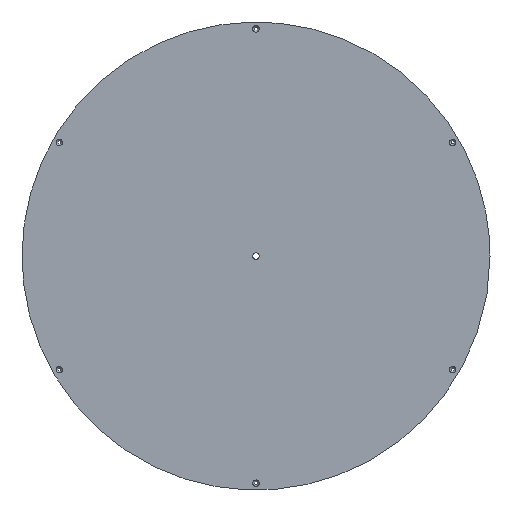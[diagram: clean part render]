
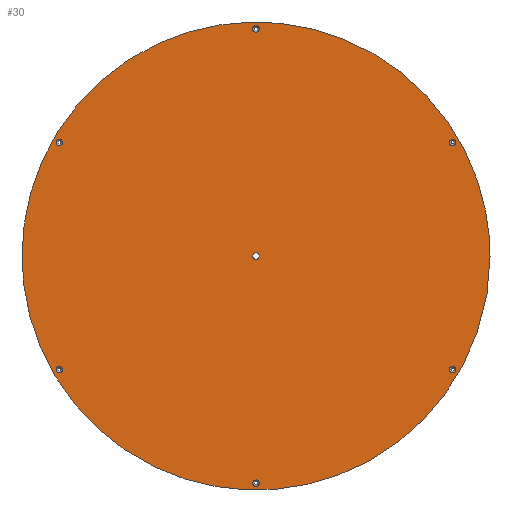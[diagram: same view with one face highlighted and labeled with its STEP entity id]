
A CAD part, front view. The second image highlights one B-rep face of the part: STEP entity #30.
In plain terms, the highlighted planar face has unit normal (0, -1, 0).
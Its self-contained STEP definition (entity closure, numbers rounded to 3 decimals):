
#14=FACE_BOUND('',#51,.T.);
#15=FACE_BOUND('',#52,.T.);
#16=FACE_BOUND('',#53,.T.);
#17=FACE_BOUND('',#54,.T.);
#18=FACE_BOUND('',#55,.T.);
#19=FACE_BOUND('',#56,.T.);
#20=FACE_BOUND('',#57,.T.);
#30=ADVANCED_FACE('',(#40,#14,#15,#16,#17,#18,#19,#20),#190,.T.);
#40=FACE_OUTER_BOUND('',#50,.T.);
#50=EDGE_LOOP('',(#80));
#51=EDGE_LOOP('',(#81));
#52=EDGE_LOOP('',(#82));
#53=EDGE_LOOP('',(#83));
#54=EDGE_LOOP('',(#84));
#55=EDGE_LOOP('',(#85));
#56=EDGE_LOOP('',(#86));
#57=EDGE_LOOP('',(#87));
#80=ORIENTED_EDGE('',*,*,#120,.F.);
#81=ORIENTED_EDGE('',*,*,#123,.F.);
#82=ORIENTED_EDGE('',*,*,#128,.F.);
#83=ORIENTED_EDGE('',*,*,#131,.F.);
#84=ORIENTED_EDGE('',*,*,#143,.F.);
#85=ORIENTED_EDGE('',*,*,#137,.F.);
#86=ORIENTED_EDGE('',*,*,#134,.F.);
#87=ORIENTED_EDGE('',*,*,#140,.F.);
#120=EDGE_CURVE('',#168,#168,#150,.T.);
#123=EDGE_CURVE('',#170,#170,#153,.T.);
#128=EDGE_CURVE('',#179,#179,#157,.T.);
#131=EDGE_CURVE('',#178,#178,#159,.T.);
#134=EDGE_CURVE('',#183,#183,#161,.T.);
#137=EDGE_CURVE('',#182,#182,#163,.T.);
#140=EDGE_CURVE('',#180,#180,#165,.T.);
#143=EDGE_CURVE('',#181,#181,#167,.T.);
#150=(
BOUNDED_CURVE()
B_SPLINE_CURVE(2,(#424,#425,#426,#427,#428,#429,#430,#431,#432),
 .UNSPECIFIED.,.T.,.F.)
B_SPLINE_CURVE_WITH_KNOTS((3,2,2,2,3),(-1822.124,-1366.593,
-911.062,-455.531,0.),.UNSPECIFIED.)
CURVE()
GEOMETRIC_REPRESENTATION_ITEM()
RATIONAL_B_SPLINE_CURVE((1.,0.707,1.,0.707,1.,0.707,
1.,0.707,1.))
REPRESENTATION_ITEM('')
);
#153=(
BOUNDED_CURVE()
B_SPLINE_CURVE(2,(#444,#445,#446,#447,#448,#449,#450,#451,#452),
 .UNSPECIFIED.,.T.,.F.)
B_SPLINE_CURVE_WITH_KNOTS((3,2,2,2,3),(0.,6.283,12.566,
18.85,25.133),.UNSPECIFIED.)
CURVE()
GEOMETRIC_REPRESENTATION_ITEM()
RATIONAL_B_SPLINE_CURVE((1.,0.707,1.,0.707,1.,0.707,
1.,0.707,1.))
REPRESENTATION_ITEM('')
);
#157=(
BOUNDED_CURVE()
B_SPLINE_CURVE(2,(#475,#476,#477,#478,#479,#480,#481,#482,#483),
 .UNSPECIFIED.,.T.,.F.)
B_SPLINE_CURVE_WITH_KNOTS((3,2,2,2,3),(0.,6.283,12.566,
18.849,25.132),.UNSPECIFIED.)
CURVE()
GEOMETRIC_REPRESENTATION_ITEM()
RATIONAL_B_SPLINE_CURVE((1.,0.707,1.,0.707,1.,0.707,
1.,0.707,1.))
REPRESENTATION_ITEM('')
);
#159=(
BOUNDED_CURVE()
B_SPLINE_CURVE(2,(#495,#496,#497,#498,#499,#500,#501,#502,#503),
 .UNSPECIFIED.,.T.,.F.)
B_SPLINE_CURVE_WITH_KNOTS((3,2,2,2,3),(0.,6.283,12.566,
18.849,25.132),.UNSPECIFIED.)
CURVE()
GEOMETRIC_REPRESENTATION_ITEM()
RATIONAL_B_SPLINE_CURVE((1.,0.707,1.,0.707,1.,0.707,
1.,0.707,1.))
REPRESENTATION_ITEM('')
);
#161=(
BOUNDED_CURVE()
B_SPLINE_CURVE(2,(#515,#516,#517,#518,#519,#520,#521,#522,#523),
 .UNSPECIFIED.,.T.,.F.)
B_SPLINE_CURVE_WITH_KNOTS((3,2,2,2,3),(0.,6.283,12.566,
18.849,25.132),.UNSPECIFIED.)
CURVE()
GEOMETRIC_REPRESENTATION_ITEM()
RATIONAL_B_SPLINE_CURVE((1.,0.707,1.,0.707,1.,0.707,
1.,0.707,1.))
REPRESENTATION_ITEM('')
);
#163=(
BOUNDED_CURVE()
B_SPLINE_CURVE(2,(#535,#536,#537,#538,#539,#540,#541,#542,#543),
 .UNSPECIFIED.,.T.,.F.)
B_SPLINE_CURVE_WITH_KNOTS((3,2,2,2,3),(0.,6.283,12.566,
18.849,25.132),.UNSPECIFIED.)
CURVE()
GEOMETRIC_REPRESENTATION_ITEM()
RATIONAL_B_SPLINE_CURVE((1.,0.707,1.,0.707,1.,0.707,
1.,0.707,1.))
REPRESENTATION_ITEM('')
);
#165=(
BOUNDED_CURVE()
B_SPLINE_CURVE(2,(#555,#556,#557,#558,#559,#560,#561,#562,#563),
 .UNSPECIFIED.,.T.,.F.)
B_SPLINE_CURVE_WITH_KNOTS((3,2,2,2,3),(0.,6.283,12.566,
18.849,25.132),.UNSPECIFIED.)
CURVE()
GEOMETRIC_REPRESENTATION_ITEM()
RATIONAL_B_SPLINE_CURVE((1.,0.707,1.,0.707,1.,0.707,
1.,0.707,1.))
REPRESENTATION_ITEM('')
);
#167=(
BOUNDED_CURVE()
B_SPLINE_CURVE(2,(#575,#576,#577,#578,#579,#580,#581,#582,#583),
 .UNSPECIFIED.,.T.,.F.)
B_SPLINE_CURVE_WITH_KNOTS((3,2,2,2,3),(0.,6.283,12.566,
18.849,25.132),.UNSPECIFIED.)
CURVE()
GEOMETRIC_REPRESENTATION_ITEM()
RATIONAL_B_SPLINE_CURVE((1.,0.707,1.,0.707,1.,0.707,
1.,0.707,1.))
REPRESENTATION_ITEM('')
);
#168=VERTEX_POINT('',#408);
#170=VERTEX_POINT('',#410);
#178=VERTEX_POINT('',#418);
#179=VERTEX_POINT('',#419);
#180=VERTEX_POINT('',#420);
#181=VERTEX_POINT('',#421);
#182=VERTEX_POINT('',#422);
#183=VERTEX_POINT('',#423);
#190=PLANE('',#284);
#284=AXIS2_PLACEMENT_3D('',#298,#291,$);
#291=DIRECTION('',(0.,-1.,0.));
#298=CARTESIAN_POINT('',(362.5,156.101,29.5));
#408=CARTESIAN_POINT('',(290.,156.101,392.));
#410=CARTESIAN_POINT('',(4.,156.101,392.));
#418=CARTESIAN_POINT('',(4.,156.101,673.5));
#419=CARTESIAN_POINT('',(245.786,156.101,529.286));
#420=CARTESIAN_POINT('',(-4.,156.101,110.5));
#421=CARTESIAN_POINT('',(241.786,156.101,247.786));
#422=CARTESIAN_POINT('',(-245.786,156.101,254.714));
#423=CARTESIAN_POINT('',(-241.786,156.101,536.214));
#424=CARTESIAN_POINT('',(290.,156.101,392.));
#425=CARTESIAN_POINT('',(290.,156.101,102.));
#426=CARTESIAN_POINT('',(0.,156.101,102.));
#427=CARTESIAN_POINT('',(-290.,156.101,102.));
#428=CARTESIAN_POINT('',(-290.,156.101,392.));
#429=CARTESIAN_POINT('',(-290.,156.101,682.));
#430=CARTESIAN_POINT('',(0.,156.101,682.));
#431=CARTESIAN_POINT('',(290.,156.101,682.));
#432=CARTESIAN_POINT('',(290.,156.101,392.));
#444=CARTESIAN_POINT('',(4.,156.101,392.));
#445=CARTESIAN_POINT('',(4.,156.101,396.));
#446=CARTESIAN_POINT('',(0.,156.101,396.));
#447=CARTESIAN_POINT('',(-4.,156.101,396.));
#448=CARTESIAN_POINT('',(-4.,156.101,392.));
#449=CARTESIAN_POINT('',(-4.,156.101,388.));
#450=CARTESIAN_POINT('',(0.,156.101,388.));
#451=CARTESIAN_POINT('',(4.,156.101,388.));
#452=CARTESIAN_POINT('',(4.,156.101,392.));
#475=CARTESIAN_POINT('',(245.786,156.101,529.286));
#476=CARTESIAN_POINT('',(249.25,156.101,531.286));
#477=CARTESIAN_POINT('',(247.25,156.101,534.75));
#478=CARTESIAN_POINT('',(245.25,156.101,538.214));
#479=CARTESIAN_POINT('',(241.786,156.101,536.214));
#480=CARTESIAN_POINT('',(238.322,156.101,534.214));
#481=CARTESIAN_POINT('',(240.322,156.101,530.75));
#482=CARTESIAN_POINT('',(242.322,156.101,527.286));
#483=CARTESIAN_POINT('',(245.786,156.101,529.286));
#495=CARTESIAN_POINT('',(4.,156.101,673.5));
#496=CARTESIAN_POINT('',(4.,156.101,677.5));
#497=CARTESIAN_POINT('',(0.,156.101,677.5));
#498=CARTESIAN_POINT('',(-4.,156.101,677.5));
#499=CARTESIAN_POINT('',(-4.,156.101,673.5));
#500=CARTESIAN_POINT('',(-4.,156.101,669.5));
#501=CARTESIAN_POINT('',(0.,156.101,669.5));
#502=CARTESIAN_POINT('',(4.,156.101,669.5));
#503=CARTESIAN_POINT('',(4.,156.101,673.5));
#515=CARTESIAN_POINT('',(-241.786,156.101,536.214));
#516=CARTESIAN_POINT('',(-245.25,156.101,538.214));
#517=CARTESIAN_POINT('',(-247.25,156.101,534.75));
#518=CARTESIAN_POINT('',(-249.25,156.101,531.286));
#519=CARTESIAN_POINT('',(-245.786,156.101,529.286));
#520=CARTESIAN_POINT('',(-242.322,156.101,527.286));
#521=CARTESIAN_POINT('',(-240.322,156.101,530.75));
#522=CARTESIAN_POINT('',(-238.322,156.101,534.214));
#523=CARTESIAN_POINT('',(-241.786,156.101,536.214));
#535=CARTESIAN_POINT('',(-245.786,156.101,254.714));
#536=CARTESIAN_POINT('',(-249.25,156.101,252.714));
#537=CARTESIAN_POINT('',(-247.25,156.101,249.25));
#538=CARTESIAN_POINT('',(-245.25,156.101,245.786));
#539=CARTESIAN_POINT('',(-241.786,156.101,247.786));
#540=CARTESIAN_POINT('',(-238.322,156.101,249.786));
#541=CARTESIAN_POINT('',(-240.322,156.101,253.25));
#542=CARTESIAN_POINT('',(-242.322,156.101,256.714));
#543=CARTESIAN_POINT('',(-245.786,156.101,254.714));
#555=CARTESIAN_POINT('',(-4.,156.101,110.5));
#556=CARTESIAN_POINT('',(-4.,156.101,106.5));
#557=CARTESIAN_POINT('',(0.,156.101,106.5));
#558=CARTESIAN_POINT('',(4.,156.101,106.5));
#559=CARTESIAN_POINT('',(4.,156.101,110.5));
#560=CARTESIAN_POINT('',(4.,156.101,114.5));
#561=CARTESIAN_POINT('',(0.,156.101,114.5));
#562=CARTESIAN_POINT('',(-4.,156.101,114.5));
#563=CARTESIAN_POINT('',(-4.,156.101,110.5));
#575=CARTESIAN_POINT('',(241.786,156.101,247.786));
#576=CARTESIAN_POINT('',(245.25,156.101,245.786));
#577=CARTESIAN_POINT('',(247.25,156.101,249.25));
#578=CARTESIAN_POINT('',(249.25,156.101,252.714));
#579=CARTESIAN_POINT('',(245.786,156.101,254.714));
#580=CARTESIAN_POINT('',(242.322,156.101,256.714));
#581=CARTESIAN_POINT('',(240.322,156.101,253.25));
#582=CARTESIAN_POINT('',(238.322,156.101,249.786));
#583=CARTESIAN_POINT('',(241.786,156.101,247.786));
